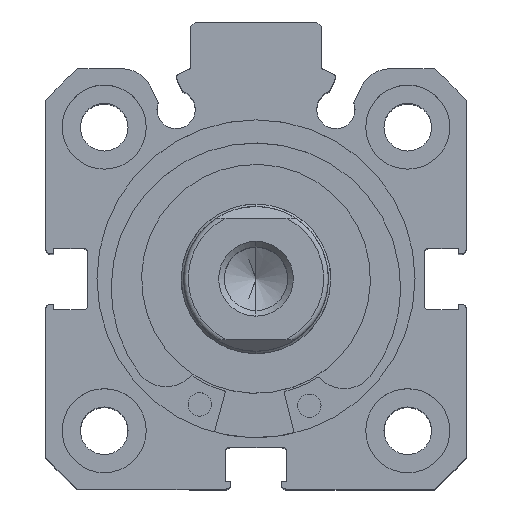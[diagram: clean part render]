
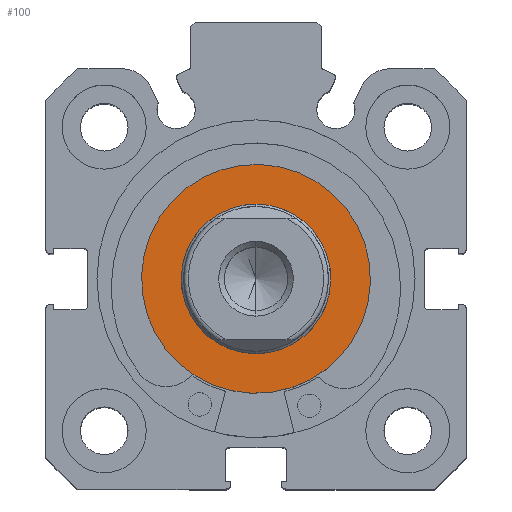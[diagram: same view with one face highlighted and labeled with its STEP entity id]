
A CAD part, top view. The second image highlights one B-rep face of the part: STEP entity #100.
In plain terms, the highlighted face is planar.
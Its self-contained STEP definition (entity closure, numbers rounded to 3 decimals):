
#100 = ADVANCED_FACE ( 'NONE', ( #1214, #1217 ), #2708, .F. ) ;
#385 = ORIENTED_EDGE ( 'NONE', *, *, #6518, .T. ) ;
#386 = ORIENTED_EDGE ( 'NONE', *, *, #6586, .T. ) ;
#387 = ORIENTED_EDGE ( 'NONE', *, *, #6632, .F. ) ;
#388 = ORIENTED_EDGE ( 'NONE', *, *, #6585, .F. ) ;
#430 = EDGE_LOOP ( 'NONE', ( #386, #385 ) ) ;
#436 = EDGE_LOOP ( 'NONE', ( #388, #387 ) ) ;
#1214 = FACE_BOUND ( 'NONE', #436, .T. ) ;
#1217 = FACE_OUTER_BOUND ( 'NONE', #430, .T. ) ;
#1597 = CARTESIAN_POINT ( 'NONE',  ( 0., 0., 8. ) ) ;
#1612 = CARTESIAN_POINT ( 'NONE',  ( 0., 0., -8. ) ) ;
#1667 = CARTESIAN_POINT ( 'NONE',  ( 0., 0., -12.25 ) ) ;
#1676 = CARTESIAN_POINT ( 'NONE',  ( 0., 0., 12.25 ) ) ;
#2703 = DIRECTION ( 'NONE',  ( 0., 0., -1. ) ) ;
#2704 = DIRECTION ( 'NONE',  ( 1., 0., 0. ) ) ;
#2708 = PLANE ( 'NONE',  #6949 ) ;
#2711 = CARTESIAN_POINT ( 'NONE',  ( 0., 12.25, 0. ) ) ;
#3273 = VERTEX_POINT ( 'NONE', #1676 ) ;
#3279 = VERTEX_POINT ( 'NONE', #1667 ) ;
#3321 = VERTEX_POINT ( 'NONE', #1612 ) ;
#3345 = VERTEX_POINT ( 'NONE', #1597 ) ;
#4196 = CIRCLE ( 'NONE', #7200, 12.25 ) ;
#4288 = CIRCLE ( 'NONE', #7233, 8. ) ;
#4290 = CIRCLE ( 'NONE', #7235, 12.25 ) ;
#4361 = CIRCLE ( 'NONE', #7254, 8. ) ;
#5154 = CARTESIAN_POINT ( 'NONE',  ( 0., 0., 0. ) ) ;
#5155 = DIRECTION ( 'NONE',  ( -1., 0., 0. ) ) ;
#5156 = DIRECTION ( 'NONE',  ( 0., 0., 1. ) ) ;
#5338 = CARTESIAN_POINT ( 'NONE',  ( 0., 0., 0. ) ) ;
#5341 = CARTESIAN_POINT ( 'NONE',  ( 0., 0., 0. ) ) ;
#5343 = DIRECTION ( 'NONE',  ( -1., 0., 0. ) ) ;
#5344 = DIRECTION ( 'NONE',  ( 0., 0., 1. ) ) ;
#5346 = DIRECTION ( 'NONE',  ( -1., 0., 0. ) ) ;
#5347 = DIRECTION ( 'NONE',  ( 0., 0., 1. ) ) ;
#5455 = CARTESIAN_POINT ( 'NONE',  ( 0., 0., 0. ) ) ;
#5456 = DIRECTION ( 'NONE',  ( -1., 0., 0. ) ) ;
#5457 = DIRECTION ( 'NONE',  ( 0., 0., 1. ) ) ;
#6518 = EDGE_CURVE ( 'NONE', #3279, #3273, #4196, .T. ) ;
#6585 = EDGE_CURVE ( 'NONE', #3345, #3321, #4288, .T. ) ;
#6586 = EDGE_CURVE ( 'NONE', #3273, #3279, #4290, .T. ) ;
#6632 = EDGE_CURVE ( 'NONE', #3321, #3345, #4361, .T. ) ;
#6949 = AXIS2_PLACEMENT_3D ( 'NONE', #2711, #2704, #2703 ) ;
#7200 = AXIS2_PLACEMENT_3D ( 'NONE', #5154, #5155, #5156 ) ;
#7233 = AXIS2_PLACEMENT_3D ( 'NONE', #5341, #5343, #5344 ) ;
#7235 = AXIS2_PLACEMENT_3D ( 'NONE', #5338, #5346, #5347 ) ;
#7254 = AXIS2_PLACEMENT_3D ( 'NONE', #5455, #5456, #5457 ) ;
